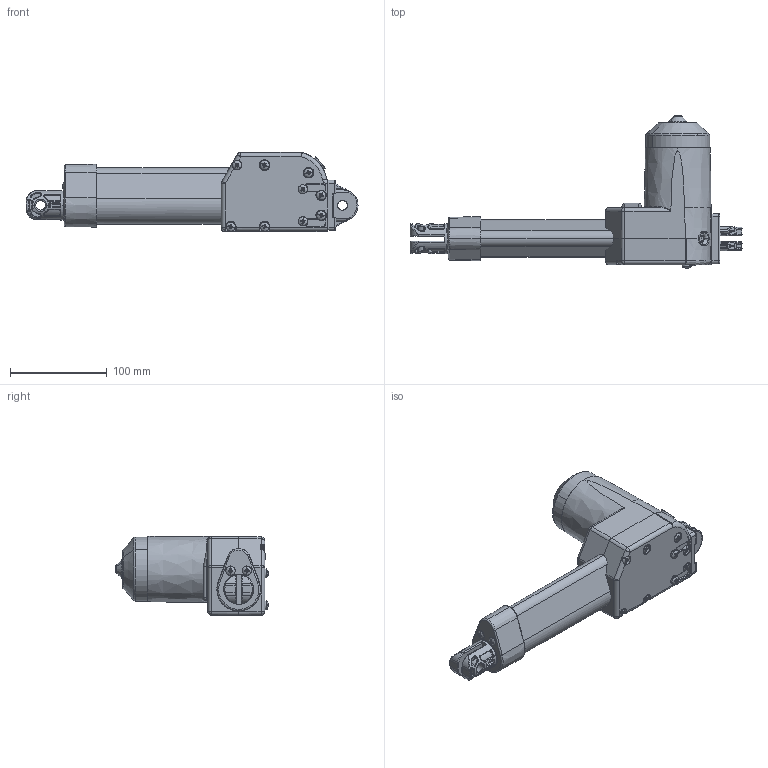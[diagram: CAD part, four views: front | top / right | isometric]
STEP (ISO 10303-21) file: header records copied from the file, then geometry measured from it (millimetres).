
FILE_DESCRIPTION (( 'STEP AP203' ), '1' );
FILE_NAME ('Omegadrive.STEP', '2011-12-08T13:16:58', ( '.' ), ( '.' ), 'SwSTEP 2.0', 'SolidWorks 2008', '' );
FILE_SCHEMA (( 'CONFIG_CONTROL_DESIGN' ));
Length unit declared in the file: millimetre
Products named in the file (1): Omegadrive
Bounding box: 343 x 157.47 x 81.8 mm (x, y, z)
Volume: 1124074.6 mm3; surface area: 97820.5 mm2
Topology: 1 solids, 5 shells, 1342 faces, 3277 edges, 1977 vertices
Faces by surface type: bspline 456, cylinder 426, plane 406, sphere 30, cone 24
Entity records: 62848 total; most frequent: CARTESIAN_POINT 35463, ORIENTED_EDGE 6546, DIRECTION 4665, EDGE_CURVE 3273, VERTEX_POINT 1977, AXIS2_PLACEMENT_3D 1755, EDGE_LOOP 1386, FACE_OUTER_BOUND 1342
